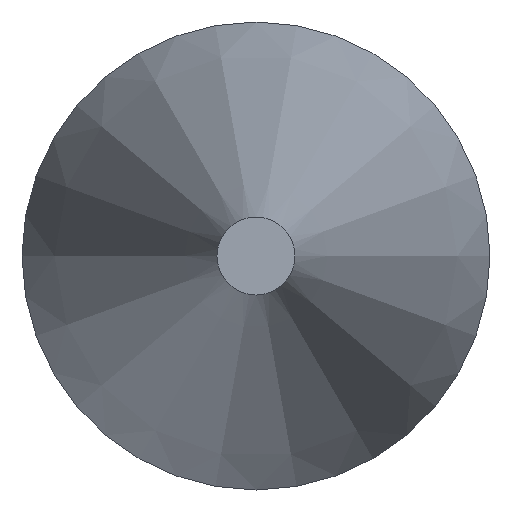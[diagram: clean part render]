
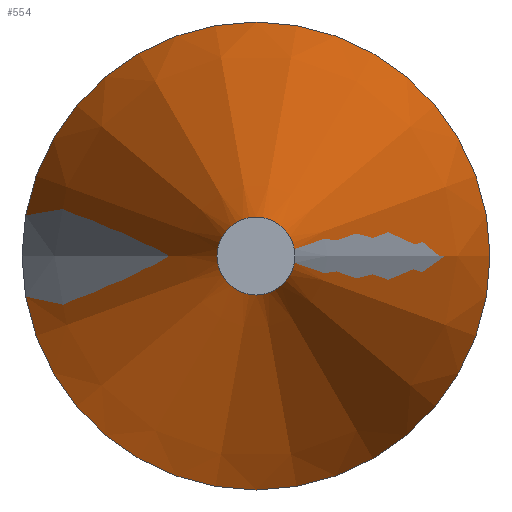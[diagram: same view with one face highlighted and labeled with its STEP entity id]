
A CAD part, front view. The second image highlights one B-rep face of the part: STEP entity #554.
In plain terms, the highlighted conical face has half-angle 15 degrees and reference radius 3 mm.
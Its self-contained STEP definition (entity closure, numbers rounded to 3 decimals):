
#488 = CYLINDRICAL_SURFACE('',#489,3.);
#489 = AXIS2_PLACEMENT_3D('',#490,#491,#492);
#490 = CARTESIAN_POINT('',(0.,52.448,0.));
#491 = DIRECTION('',(-0.,-1.,0.));
#492 = DIRECTION('',(1.,0.,0.));
#505 = VERTEX_POINT('',#506);
#506 = CARTESIAN_POINT('',(3.,16.278,0.));
#527 = EDGE_CURVE('',#505,#505,#528,.T.);
#528 = SURFACE_CURVE('',#529,(#534,#541),.PCURVE_S1.);
#529 = CIRCLE('',#530,3.);
#530 = AXIS2_PLACEMENT_3D('',#531,#532,#533);
#531 = CARTESIAN_POINT('',(0.,16.278,0.));
#532 = DIRECTION('',(0.,1.,0.));
#533 = DIRECTION('',(1.,0.,0.));
#534 = PCURVE('',#488,#535);
#535 = DEFINITIONAL_REPRESENTATION('',(#536),#540);
#536 = LINE('',#537,#538);
#537 = CARTESIAN_POINT('',(-0.,36.17));
#538 = VECTOR('',#539,1.);
#539 = DIRECTION('',(-1.,0.));
#540 = ( GEOMETRIC_REPRESENTATION_CONTEXT(2) 
PARAMETRIC_REPRESENTATION_CONTEXT() REPRESENTATION_CONTEXT('2D SPACE',''
  ) );
#541 = PCURVE('',#542,#547);
#542 = CONICAL_SURFACE('',#543,3.,0.262);
#543 = AXIS2_PLACEMENT_3D('',#544,#545,#546);
#544 = CARTESIAN_POINT('',(0.,16.278,0.));
#545 = DIRECTION('',(0.,1.,0.));
#546 = DIRECTION('',(1.,0.,0.));
#547 = DEFINITIONAL_REPRESENTATION('',(#548),#552);
#548 = LINE('',#549,#550);
#549 = CARTESIAN_POINT('',(0.,0.));
#550 = VECTOR('',#551,1.);
#551 = DIRECTION('',(1.,-0.));
#552 = ( GEOMETRIC_REPRESENTATION_CONTEXT(2) 
PARAMETRIC_REPRESENTATION_CONTEXT() REPRESENTATION_CONTEXT('2D SPACE',''
  ) );
#554 = ADVANCED_FACE('',(#555),#542,.T.);
#555 = FACE_BOUND('',#556,.F.);
#556 = EDGE_LOOP('',(#557,#558,#581,#608));
#557 = ORIENTED_EDGE('',*,*,#527,.T.);
#558 = ORIENTED_EDGE('',*,*,#559,.T.);
#559 = EDGE_CURVE('',#505,#560,#562,.T.);
#560 = VERTEX_POINT('',#561);
#561 = CARTESIAN_POINT('',(0.5,6.948,0.));
#562 = SEAM_CURVE('',#563,(#567,#574),.PCURVE_S1.);
#563 = LINE('',#564,#565);
#564 = CARTESIAN_POINT('',(3.,16.278,0.));
#565 = VECTOR('',#566,1.);
#566 = DIRECTION('',(-0.259,-0.966,0.
    ));
#567 = PCURVE('',#542,#568);
#568 = DEFINITIONAL_REPRESENTATION('',(#569),#573);
#569 = LINE('',#570,#571);
#570 = CARTESIAN_POINT('',(0.,-0.));
#571 = VECTOR('',#572,1.);
#572 = DIRECTION('',(0.,-1.));
#573 = ( GEOMETRIC_REPRESENTATION_CONTEXT(2) 
PARAMETRIC_REPRESENTATION_CONTEXT() REPRESENTATION_CONTEXT('2D SPACE',''
  ) );
#574 = PCURVE('',#542,#575);
#575 = DEFINITIONAL_REPRESENTATION('',(#576),#580);
#576 = LINE('',#577,#578);
#577 = CARTESIAN_POINT('',(6.283,-0.));
#578 = VECTOR('',#579,1.);
#579 = DIRECTION('',(0.,-1.));
#580 = ( GEOMETRIC_REPRESENTATION_CONTEXT(2) 
PARAMETRIC_REPRESENTATION_CONTEXT() REPRESENTATION_CONTEXT('2D SPACE',''
  ) );
#581 = ORIENTED_EDGE('',*,*,#582,.F.);
#582 = EDGE_CURVE('',#560,#560,#583,.T.);
#583 = SURFACE_CURVE('',#584,(#589,#596),.PCURVE_S1.);
#584 = CIRCLE('',#585,0.5);
#585 = AXIS2_PLACEMENT_3D('',#586,#587,#588);
#586 = CARTESIAN_POINT('',(0.,6.948,0.));
#587 = DIRECTION('',(0.,1.,0.));
#588 = DIRECTION('',(1.,0.,0.));
#589 = PCURVE('',#542,#590);
#590 = DEFINITIONAL_REPRESENTATION('',(#591),#595);
#591 = LINE('',#592,#593);
#592 = CARTESIAN_POINT('',(0.,-9.33));
#593 = VECTOR('',#594,1.);
#594 = DIRECTION('',(1.,-0.));
#595 = ( GEOMETRIC_REPRESENTATION_CONTEXT(2) 
PARAMETRIC_REPRESENTATION_CONTEXT() REPRESENTATION_CONTEXT('2D SPACE',''
  ) );
#596 = PCURVE('',#597,#602);
#597 = CYLINDRICAL_SURFACE('',#598,0.5);
#598 = AXIS2_PLACEMENT_3D('',#599,#600,#601);
#599 = CARTESIAN_POINT('',(0.,6.948,0.));
#600 = DIRECTION('',(-0.,-1.,0.));
#601 = DIRECTION('',(1.,0.,0.));
#602 = DEFINITIONAL_REPRESENTATION('',(#603),#607);
#603 = LINE('',#604,#605);
#604 = CARTESIAN_POINT('',(-0.,0.));
#605 = VECTOR('',#606,1.);
#606 = DIRECTION('',(-1.,0.));
#607 = ( GEOMETRIC_REPRESENTATION_CONTEXT(2) 
PARAMETRIC_REPRESENTATION_CONTEXT() REPRESENTATION_CONTEXT('2D SPACE',''
  ) );
#608 = ORIENTED_EDGE('',*,*,#559,.F.);
